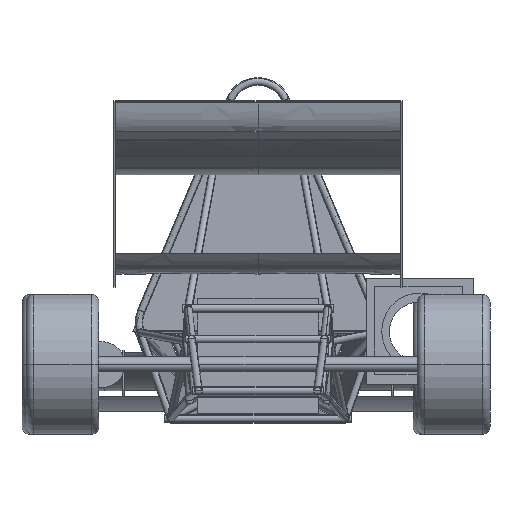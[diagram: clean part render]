
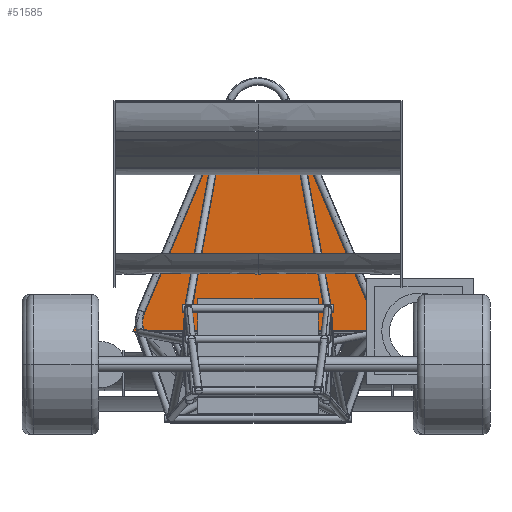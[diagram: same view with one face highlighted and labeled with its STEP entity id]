
A CAD part, left-side view. The second image highlights one B-rep face of the part: STEP entity #51585.
In plain terms, the highlighted planar face has unit normal (-1, 0, 0).
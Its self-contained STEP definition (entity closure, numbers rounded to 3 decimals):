
#51459=CARTESIAN_POINT('Vertex',(0.,-416.138,342.7)) ;
#51464=CARTESIAN_POINT('Line Origine',(0.,0.,342.7)) ;
#51468=CARTESIAN_POINT('Vertex',(0.,416.138,342.7)) ;
#51495=CARTESIAN_POINT('Line Origine',(0.,289.718,642.7)) ;
#51499=CARTESIAN_POINT('Vertex',(0.,163.298,942.7)) ;
#51526=CARTESIAN_POINT('Line Origine',(0.,0.,942.7)) ;
#51530=CARTESIAN_POINT('Vertex',(0.,-163.298,942.7)) ;
#51557=CARTESIAN_POINT('Line Origine',(0.,-289.718,642.7)) ;
#51574=CARTESIAN_POINT('Axis2P3D Location',(0.,0.,0.)) ;
#51465=DIRECTION('Vector Direction',(0.,1.,0.)) ;
#51496=DIRECTION('Vector Direction',(0.,-0.388,0.922)) ;
#51527=DIRECTION('Vector Direction',(0.,-1.,0.)) ;
#51558=DIRECTION('Vector Direction',(0.,-0.388,-0.922)) ;
#51575=DIRECTION('Axis2P3D Direction',(1.,0.,0.)) ;
#51576=DIRECTION('Axis2P3D XDirection',(0.,1.,0.)) ;
#51577=AXIS2_PLACEMENT_3D('Plane Axis2P3D',#51574,#51575,#51576) ;
#51580=ORIENTED_EDGE('',*,*,#51561,.F.) ;
#51581=ORIENTED_EDGE('',*,*,#51532,.F.) ;
#51582=ORIENTED_EDGE('',*,*,#51501,.F.) ;
#51583=ORIENTED_EDGE('',*,*,#51470,.F.) ;
#51466=VECTOR('Line Direction',#51465,1.) ;
#51497=VECTOR('Line Direction',#51496,1.) ;
#51528=VECTOR('Line Direction',#51527,1.) ;
#51559=VECTOR('Line Direction',#51558,1.) ;
#51585=ADVANCED_FACE('',(#51584),#51578,.F.) ;
#51470=EDGE_CURVE('',#51460,#51469,#51467,.T.) ;
#51501=EDGE_CURVE('',#51469,#51500,#51498,.T.) ;
#51532=EDGE_CURVE('',#51500,#51531,#51529,.T.) ;
#51561=EDGE_CURVE('',#51531,#51460,#51560,.T.) ;
#51579=EDGE_LOOP('',(#51580,#51581,#51582,#51583)) ;
#51584=FACE_OUTER_BOUND('',#51579,.T.) ;
#51467=LINE('Line',#51464,#51466) ;
#51498=LINE('Line',#51495,#51497) ;
#51529=LINE('Line',#51526,#51528) ;
#51560=LINE('Line',#51557,#51559) ;
#51578=PLANE('Plane',#51577) ;
#51460=VERTEX_POINT('',#51459) ;
#51469=VERTEX_POINT('',#51468) ;
#51500=VERTEX_POINT('',#51499) ;
#51531=VERTEX_POINT('',#51530) ;
